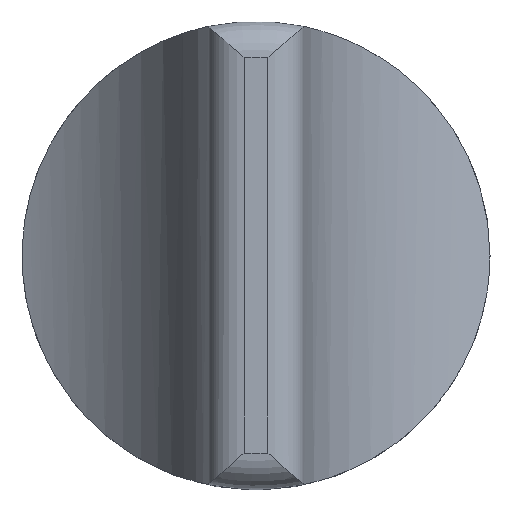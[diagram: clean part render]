
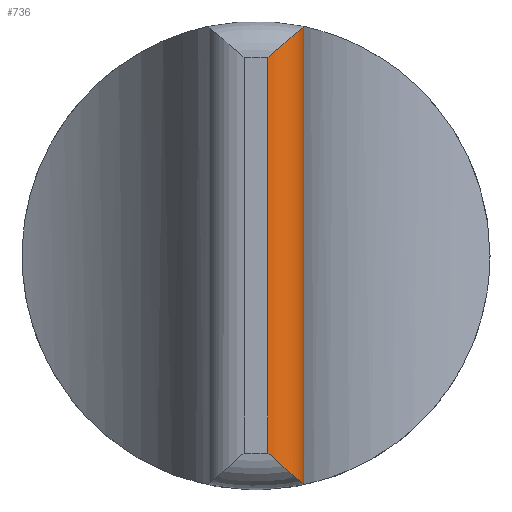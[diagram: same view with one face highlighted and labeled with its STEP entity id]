
A CAD part, top view. The second image highlights one B-rep face of the part: STEP entity #736.
In plain terms, the highlighted cylindrical face has radius 2 mm (diameter 4 mm), a partial arc.
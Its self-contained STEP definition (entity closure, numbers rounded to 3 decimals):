
#328 = VERTEX_POINT('',#329);
#329 = CARTESIAN_POINT('',(2.654,12.715,18.206
    ));
#337 = EDGE_CURVE('',#338,#328,#340,.T.);
#338 = VERTEX_POINT('',#339);
#339 = CARTESIAN_POINT('',(2.654,-12.715,18.206
    ));
#340 = LINE('',#341,#342);
#341 = CARTESIAN_POINT('',(2.654,-12.745,18.206
    ));
#342 = VECTOR('',#343,1.);
#343 = DIRECTION('',(0.,1.,0.));
#362 = EDGE_CURVE('',#363,#338,#365,.T.);
#363 = VERTEX_POINT('',#364);
#364 = CARTESIAN_POINT('',(0.664,-10.98,20.));
#365 = B_SPLINE_CURVE_WITH_KNOTS('',7,(#366,#367,#368,#369,#370,#371,
    #372,#373,#374,#375,#376,#377,#378,#379,#380,#381,#382,#383,#384,
    #385,#386,#387,#388,#389,#390,#391,#392,#393,#394,#395,#396,#397),
  .UNSPECIFIED.,.F.,.F.,(8,6,6,6,6,8),(0.,0.034,
    0.482,0.678,0.823,1.),.UNSPECIFIED.);
#366 = CARTESIAN_POINT('',(0.664,-10.98,20.));
#367 = CARTESIAN_POINT('',(0.676,-10.991,
    20.));
#368 = CARTESIAN_POINT('',(0.688,-11.002,20.
    ));
#369 = CARTESIAN_POINT('',(0.7,-11.013,
    20.));
#370 = CARTESIAN_POINT('',(0.712,-11.024,
    20.));
#371 = CARTESIAN_POINT('',(0.723,-11.035,
    19.999));
#372 = CARTESIAN_POINT('',(0.735,-11.047,
    19.999));
#373 = CARTESIAN_POINT('',(0.905,-11.205,
    19.992));
#374 = CARTESIAN_POINT('',(1.064,-11.352,
    19.971));
#375 = CARTESIAN_POINT('',(1.223,-11.496,
    19.934));
#376 = CARTESIAN_POINT('',(1.382,-11.638,19.882
    ));
#377 = CARTESIAN_POINT('',(1.538,-11.775,
    19.813));
#378 = CARTESIAN_POINT('',(1.691,-11.908,19.726)
  );
#379 = CARTESIAN_POINT('',(1.903,-12.09,19.573)
  );
#380 = CARTESIAN_POINT('',(1.966,-12.143,
    19.522));
#381 = CARTESIAN_POINT('',(2.027,-12.196,19.468
    ));
#382 = CARTESIAN_POINT('',(2.087,-12.247,
    19.41));
#383 = CARTESIAN_POINT('',(2.146,-12.296,19.348
    ));
#384 = CARTESIAN_POINT('',(2.202,-12.343,
    19.282));
#385 = CARTESIAN_POINT('',(2.294,-12.42,
    19.161));
#386 = CARTESIAN_POINT('',(2.332,-12.451,19.107
    ));
#387 = CARTESIAN_POINT('',(2.368,-12.481,19.052
    ));
#388 = CARTESIAN_POINT('',(2.403,-12.51,
    18.994));
#389 = CARTESIAN_POINT('',(2.435,-12.537,
    18.934));
#390 = CARTESIAN_POINT('',(2.466,-12.562,
    18.872));
#391 = CARTESIAN_POINT('',(2.529,-12.613,
    18.729));
#392 = CARTESIAN_POINT('',(2.56,-12.639,
    18.647));
#393 = CARTESIAN_POINT('',(2.588,-12.662,18.563
    ));
#394 = CARTESIAN_POINT('',(2.611,-12.681,18.476
    ));
#395 = CARTESIAN_POINT('',(2.63,-12.696,18.387
    ));
#396 = CARTESIAN_POINT('',(2.644,-12.708,18.297
    ));
#397 = CARTESIAN_POINT('',(2.654,-12.715,18.206
    ));
#489 = EDGE_CURVE('',#490,#328,#492,.T.);
#490 = VERTEX_POINT('',#491);
#491 = CARTESIAN_POINT('',(0.664,10.98,20.));
#492 = B_SPLINE_CURVE_WITH_KNOTS('',7,(#493,#494,#495,#496,#497,#498,
    #499,#500,#501,#502,#503,#504,#505,#506,#507,#508,#509,#510,#511,
    #512,#513,#514,#515,#516,#517,#518,#519,#520,#521,#522,#523,#524,
    #525,#526,#527,#528,#529,#530,#531,#532,#533,#534,#535,#536),
  .UNSPECIFIED.,.F.,.F.,(8,6,6,6,6,6,6,8),(0.,0.009,
    0.018,0.037,0.483,0.678,
    0.823,1.),.UNSPECIFIED.);
#493 = CARTESIAN_POINT('',(0.664,10.98,20.));
#494 = CARTESIAN_POINT('',(0.668,10.983,
    20.));
#495 = CARTESIAN_POINT('',(0.671,10.986,
    20.));
#496 = CARTESIAN_POINT('',(0.674,10.989,
    20.));
#497 = CARTESIAN_POINT('',(0.677,10.992,20.
    ));
#498 = CARTESIAN_POINT('',(0.681,10.995,
    20.));
#499 = CARTESIAN_POINT('',(0.684,10.999,
    20.));
#500 = CARTESIAN_POINT('',(0.691,11.005,
    20.));
#501 = CARTESIAN_POINT('',(0.694,11.008,20.
    ));
#502 = CARTESIAN_POINT('',(0.697,11.011,20.
    ));
#503 = CARTESIAN_POINT('',(0.7,11.014,20.
    ));
#504 = CARTESIAN_POINT('',(0.703,11.016,
    20.));
#505 = CARTESIAN_POINT('',(0.706,11.019,
    20.));
#506 = CARTESIAN_POINT('',(0.716,11.029,
    19.999));
#507 = CARTESIAN_POINT('',(0.723,11.035,19.999
    ));
#508 = CARTESIAN_POINT('',(0.73,11.041,19.999
    ));
#509 = CARTESIAN_POINT('',(0.736,11.048,
    19.999));
#510 = CARTESIAN_POINT('',(0.743,11.054,
    19.998));
#511 = CARTESIAN_POINT('',(0.75,11.06,
    19.998));
#512 = CARTESIAN_POINT('',(0.914,11.213,19.991)
  );
#513 = CARTESIAN_POINT('',(1.072,11.358,19.969
    ));
#514 = CARTESIAN_POINT('',(1.23,11.502,
    19.932));
#515 = CARTESIAN_POINT('',(1.387,11.642,
    19.88));
#516 = CARTESIAN_POINT('',(1.543,11.779,
    19.81));
#517 = CARTESIAN_POINT('',(1.695,11.911,
    19.723));
#518 = CARTESIAN_POINT('',(1.905,12.091,19.571
    ));
#519 = CARTESIAN_POINT('',(1.967,12.145,19.521)
  );
#520 = CARTESIAN_POINT('',(2.029,12.197,
    19.467));
#521 = CARTESIAN_POINT('',(2.088,12.248,19.409
    ));
#522 = CARTESIAN_POINT('',(2.146,12.296,
    19.348));
#523 = CARTESIAN_POINT('',(2.202,12.343,
    19.282));
#524 = CARTESIAN_POINT('',(2.294,12.42,
    19.161));
#525 = CARTESIAN_POINT('',(2.332,12.451,
    19.107));
#526 = CARTESIAN_POINT('',(2.368,12.481,
    19.052));
#527 = CARTESIAN_POINT('',(2.403,12.51,
    18.994));
#528 = CARTESIAN_POINT('',(2.435,12.537,
    18.934));
#529 = CARTESIAN_POINT('',(2.466,12.562,
    18.872));
#530 = CARTESIAN_POINT('',(2.529,12.613,
    18.729));
#531 = CARTESIAN_POINT('',(2.56,12.639,18.647
    ));
#532 = CARTESIAN_POINT('',(2.588,12.662,
    18.563));
#533 = CARTESIAN_POINT('',(2.611,12.681,
    18.476));
#534 = CARTESIAN_POINT('',(2.63,12.696,
    18.387));
#535 = CARTESIAN_POINT('',(2.644,12.708,
    18.297));
#536 = CARTESIAN_POINT('',(2.654,12.715,18.206
    ));
#736 = ADVANCED_FACE('',(#737),#748,.T.);
#737 = FACE_BOUND('',#738,.F.);
#738 = EDGE_LOOP('',(#739,#740,#746,#747));
#739 = ORIENTED_EDGE('',*,*,#362,.F.);
#740 = ORIENTED_EDGE('',*,*,#741,.T.);
#741 = EDGE_CURVE('',#363,#490,#742,.T.);
#742 = LINE('',#743,#744);
#743 = CARTESIAN_POINT('',(0.664,-12.745,20.));
#744 = VECTOR('',#745,1.);
#745 = DIRECTION('',(0.,1.,0.));
#746 = ORIENTED_EDGE('',*,*,#489,.T.);
#747 = ORIENTED_EDGE('',*,*,#337,.F.);
#748 = CYLINDRICAL_SURFACE('',#749,2.);
#749 = AXIS2_PLACEMENT_3D('',#750,#751,#752);
#750 = CARTESIAN_POINT('',(0.664,-12.745,18.));
#751 = DIRECTION('',(0.,1.,0.));
#752 = DIRECTION('',(0.995,0.,0.103));
